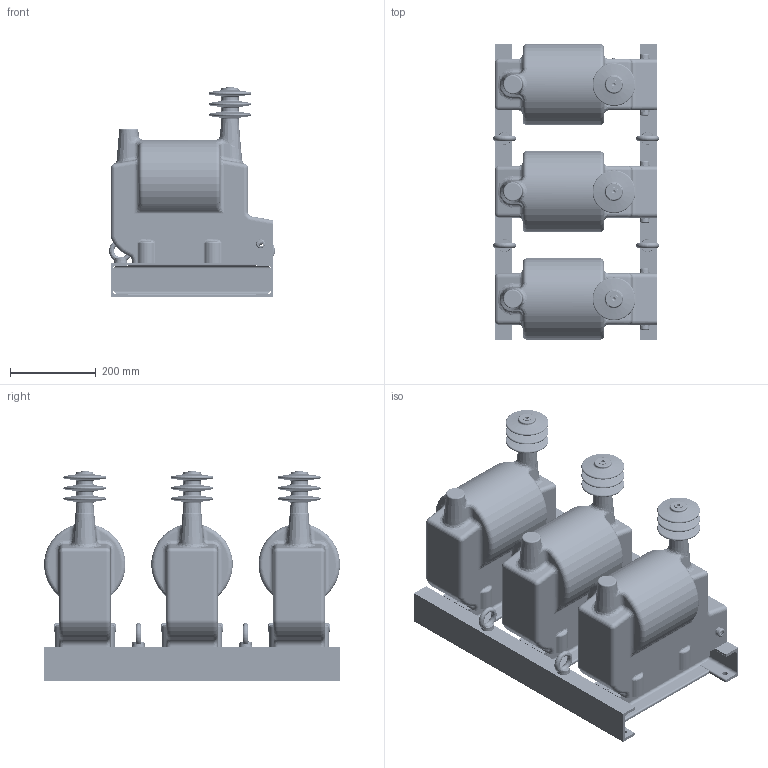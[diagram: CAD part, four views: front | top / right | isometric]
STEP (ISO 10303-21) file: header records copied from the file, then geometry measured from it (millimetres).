
FILE_DESCRIPTION(('STEP AP242'), '1');
FILE_NAME('ÀÄØÏ.1.756.012 3õÇÍÎË-ÝÊ-10 ÌÍ41 ÒÀ 3-6-10êÂ íàðóæ.óñò', '', ('UNSPECIFIED'), ('UNSPECIFIED'), 'ASCON STEP Converter 1.6', 'ASCON Math Kernel', '');
FILE_SCHEMA(('AP242_MANAGED_MODEL_BASED_3D_ENGINEERING_MIM_LF { 1 0 10303 442 1 1 4 }'));
Length unit declared in the file: millimetre
Assembly tree (49 placements, depth 4):
  (unnamed)
    (unnamed)
      (unnamed)
    (unnamed)
      (unnamed)
    (unnamed)  x3
      (unnamed)
    (unnamed)  x3
      (unnamed)
        (unnamed)
    (unnamed)  x3
      (unnamed)
      (unnamed)
      (unnamed)
      (unnamed)
      (unnamed)
      (unnamed)
      (unnamed)
      (unnamed)
      (unnamed)
      (unnamed)
      (unnamed)
      (unnamed)
    (unnamed)  x4
Bounding box: 386.81 x 690 x 490 mm (x, y, z)
Volume: 40235507.9 mm3; surface area: 4526010.3 mm2
Topology: 99 solids, 105 shells, 5148 faces, 13518 edges, 8843 vertices
Faces by surface type: cylinder 2419, plane 1974, cone 407, torus 196, bspline 140, sphere 12
Full cylindrical faces by diameter (mm): 4 x36, 4.917 x12, 5 x72, 5.917 x21, 6 x12, 6.95 x21, 8 x54, 8.376 x3, 8.5 x13, 9 x36, 10 x54, 10.106 x12, 12 x34, 13 x24, 14 x12, 15 x30, 16.096 x3, 17 x48, 18.51 x3, 19 x12, 20 x30, 21 x12, 40 x9, 85 x6, 130 x18, 160 x12
Entity records: 82931 total; most frequent: CARTESIAN_POINT 32416, DIRECTION 8078, ORIENTED_EDGE 7346, EDGE_CURVE 3673, AXIS2_PLACEMENT_3D 3075, VERTEX_POINT 2517, LINE 1928, VECTOR 1928
